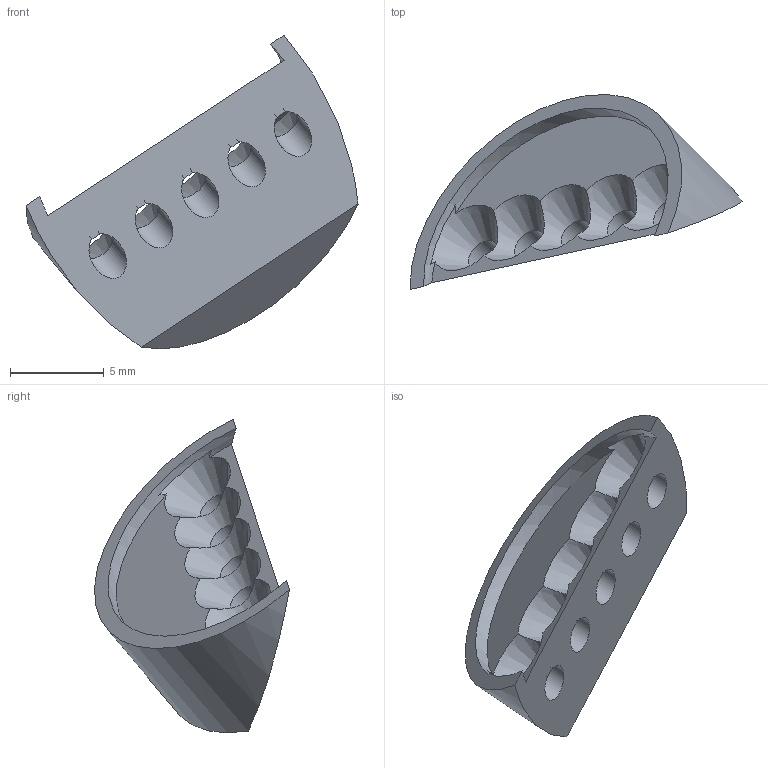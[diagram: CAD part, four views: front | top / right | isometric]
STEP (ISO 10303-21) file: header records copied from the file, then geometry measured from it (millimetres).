
FILE_DESCRIPTION(/* description */ (''),/* implementation_level */ '2;1');
FILE_NAME(/* name */ 'Composant18.step',/* time_stamp */ '2025-11-07T05:40:31+01:00',/* author */ (''),/* organization */ (''),/* preprocessor_version */ 'ST-DEVELOPER v20.1',/* originating_system */ 'Autodesk Translation Framework v14.17.0.0',/* authorisation */ '');
FILE_SCHEMA (('AUTOMOTIVE_DESIGN { 1 0 10303 214 3 1 1 }'));
Length unit declared in the file: millimetre
Products named in the file (1): FusionComponent
Bounding box: 17.67 x 10.37 x 16.7 mm (x, y, z)
Volume: 473.1 mm3; surface area: 543.2 mm2
Topology: 1 solids, 1 shells, 24 faces, 71 edges, 44 vertices
Faces by surface type: plane 12, cylinder 7, cone 5
Entity records: 925 total; most frequent: CARTESIAN_POINT 244, ORIENTED_EDGE 142, DIRECTION 142, EDGE_CURVE 71, AXIS2_PLACEMENT_3D 64, VERTEX_POINT 44, CIRCLE 30, EDGE_LOOP 29
